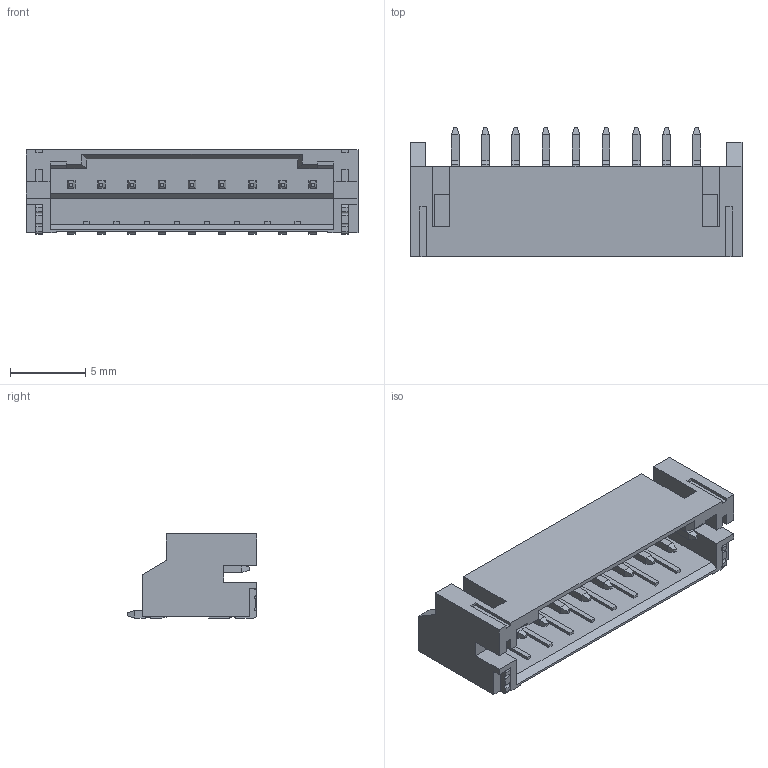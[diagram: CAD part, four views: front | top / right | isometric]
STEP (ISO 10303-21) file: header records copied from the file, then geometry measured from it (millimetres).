
FILE_DESCRIPTION(/* description */ ('Unknown'),/* implementation_level */ '2;1');
FILE_NAME(/* name */ 'J_Wurth_WR-WTB_620109131822',/* time_stamp */ '2025-05-26T10:28:18+08:00',/* author */ ('Unknown'),/* organization */ ('Unknown'),/* preprocessor_version */ 'ST-DEVELOPER v19.4',/* originating_system */ 'Solid Edge',/* authorisation */ 'Unknown');
FILE_SCHEMA (('AUTOMOTIVE_DESIGN {1 0 10303 214 3 1 1}'));
Length unit declared in the file: millimetre
Products named in the file (2): J_Wurth_WR-WTB_620109131822
Assembly tree (1 placements, depth 2):
  J_Wurth_WR-WTB_620109131822
    J_Wurth_WR-WTB_620109131822
Bounding box: 22 x 8.6 x 5.58 mm (x, y, z)
Volume: 357.7 mm3; surface area: 990.1 mm2
Topology: 1 solids, 3 shells, 457 faces, 1205 edges, 760 vertices
Faces by surface type: plane 389, cylinder 68
Entity records: 17067 total; most frequent: CARTESIAN_POINT 2424, ORIENTED_EDGE 2410, DIRECTION 2305, EDGE_CURVE 1205, LINE 1023, VECTOR 1023, VERTEX_POINT 760, AXIS2_PLACEMENT_3D 641
